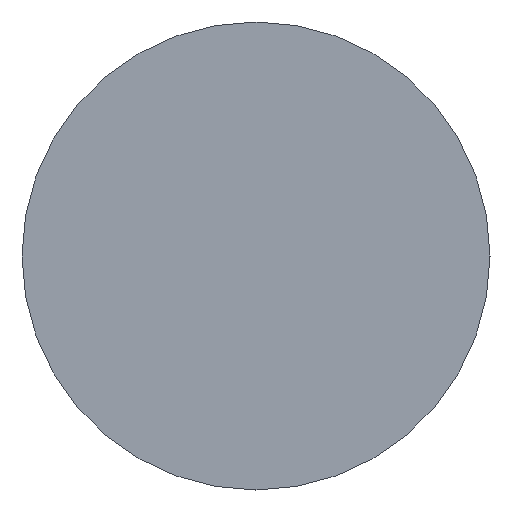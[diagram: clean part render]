
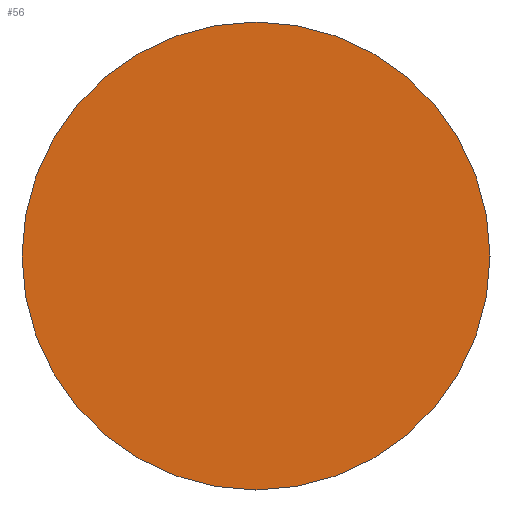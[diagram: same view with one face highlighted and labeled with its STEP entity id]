
A CAD part, left-side view. The second image highlights one B-rep face of the part: STEP entity #56.
In plain terms, the highlighted planar face has unit normal (-1, 0, 0).
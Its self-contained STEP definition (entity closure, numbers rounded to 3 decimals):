
#1 = EDGE_CURVE ( 'NONE', #64, #104, #86, .T. ) ;
#5 = AXIS2_PLACEMENT_3D ( 'NONE', #144, #139, #16 ) ;
#13 = FACE_OUTER_BOUND ( 'NONE', #29, .T. ) ;
#15 = DIRECTION ( 'NONE',  ( 0., -1., 0. ) ) ;
#16 = DIRECTION ( 'NONE',  ( 0., -1., 0. ) ) ;
#26 = CIRCLE ( 'NONE', #5, 5. ) ;
#29 = EDGE_LOOP ( 'NONE', ( #165, #117 ) ) ;
#45 = EDGE_CURVE ( 'NONE', #104, #64, #26, .T. ) ;
#46 = DIRECTION ( 'NONE',  ( 1., 0., 0. ) ) ;
#56 = ADVANCED_FACE ( 'NONE', ( #13 ), #71, .F. ) ;
#64 = VERTEX_POINT ( 'NONE', #73 ) ;
#68 = CARTESIAN_POINT ( 'NONE',  ( 22.424, 13.031, 0. ) ) ;
#71 = PLANE ( 'NONE',  #83 ) ;
#73 = CARTESIAN_POINT ( 'NONE',  ( 22.424, 18.031, 0. ) ) ;
#83 = AXIS2_PLACEMENT_3D ( 'NONE', #68, #46, #120 ) ;
#86 = CIRCLE ( 'NONE', #90, 5. ) ;
#90 = AXIS2_PLACEMENT_3D ( 'NONE', #128, #142, #15 ) ;
#97 = CARTESIAN_POINT ( 'NONE',  ( 22.424, 8.031, 0. ) ) ;
#104 = VERTEX_POINT ( 'NONE', #97 ) ;
#117 = ORIENTED_EDGE ( 'NONE', *, *, #1, .T. ) ;
#120 = DIRECTION ( 'NONE',  ( 0., 1., 0. ) ) ;
#128 = CARTESIAN_POINT ( 'NONE',  ( 22.424, 13.031, 0. ) ) ;
#139 = DIRECTION ( 'NONE',  ( -1., 0., 0. ) ) ;
#142 = DIRECTION ( 'NONE',  ( -1., 0., 0. ) ) ;
#144 = CARTESIAN_POINT ( 'NONE',  ( 22.424, 13.031, 0. ) ) ;
#165 = ORIENTED_EDGE ( 'NONE', *, *, #45, .T. ) ;
